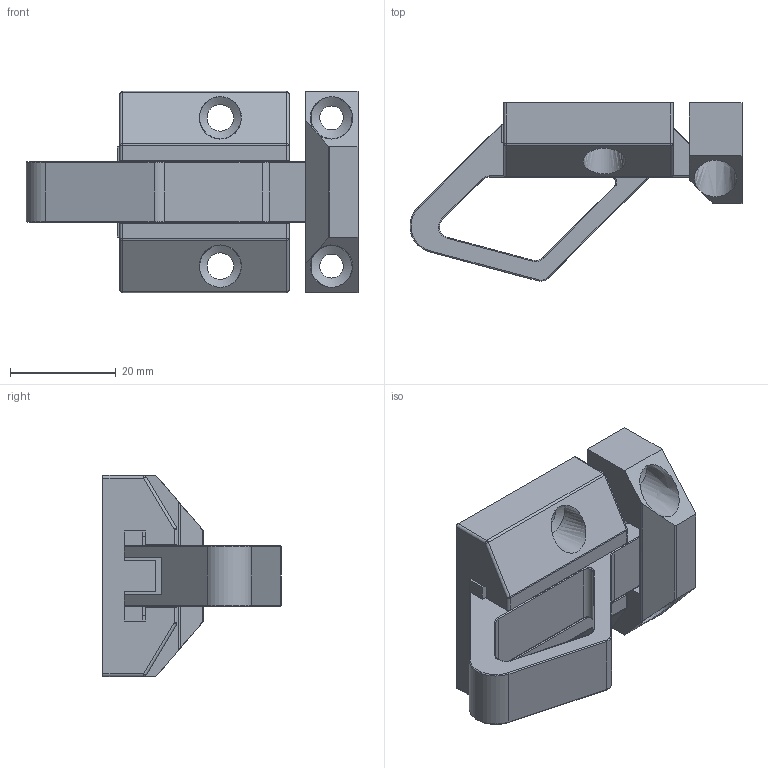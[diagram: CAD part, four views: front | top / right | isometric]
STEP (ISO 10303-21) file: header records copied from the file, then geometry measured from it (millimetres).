
FILE_DESCRIPTION((''),'2;1');
FILE_NAME('620005.iam.stp','2010-09-05T10:34:30',(''),(''),'Autodesk Inventor 2010','Autodesk Inventor 2010','');
FILE_SCHEMA(('AUTOMOTIVE_DESIGN { 1 0 10303 214 1 1 1 1 }'));
Length unit declared in the file: millimetre
Products named in the file (4): 620005; 620005-2; 620005-1
Assembly tree (3 placements, depth 2):
  620005
    620005
    620005-2
    620005-1
Bounding box: 62.7 x 33.67 x 38 mm (x, y, z)
Volume: 17820 mm3; surface area: 13832.8 mm2
Topology: 3 solids, 3 shells, 204 faces, 531 edges, 320 vertices
Faces by surface type: plane 110, cylinder 54, bspline 16, torus 14, sphere 10
Full cylindrical faces by diameter (mm): 4.5 x2, 5 x2, 7 x2
Entity records: 6217 total; most frequent: CARTESIAN_POINT 1214, DIRECTION 1029, ORIENTED_EDGE 1002, EDGE_CURVE 501, VECTOR 363, LINE 363, AXIS2_PLACEMENT_3D 333, VERTEX_POINT 314
